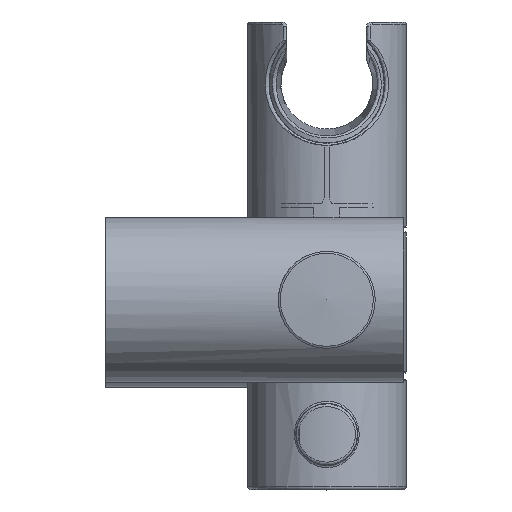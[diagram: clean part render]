
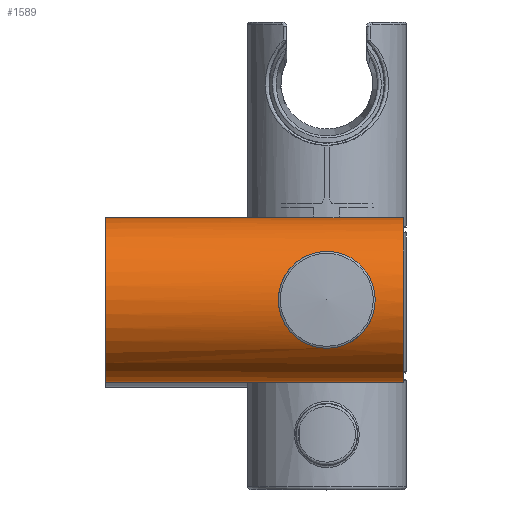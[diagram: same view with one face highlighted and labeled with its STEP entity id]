
A CAD part, top view. The second image highlights one B-rep face of the part: STEP entity #1589.
In plain terms, the highlighted cylindrical face has radius 18.607 mm (diameter 37.213 mm), a full revolution.
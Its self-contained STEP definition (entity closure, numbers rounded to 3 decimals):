
#128=CIRCLE('',#2007,18.607);
#129=CIRCLE('',#2009,18.607);
#196=ORIENTED_EDGE('',*,*,#579,.T.);
#197=ORIENTED_EDGE('',*,*,#582,.T.);
#198=ORIENTED_EDGE('',*,*,#581,.F.);
#199=ORIENTED_EDGE('',*,*,#583,.T.);
#579=EDGE_CURVE('',#873,#873,#1135,.T.);
#581=EDGE_CURVE('',#875,#875,#128,.T.);
#582=EDGE_CURVE('',#876,#876,#1136,.T.);
#583=EDGE_CURVE('',#877,#877,#129,.T.);
#873=VERTEX_POINT('',#2408);
#875=VERTEX_POINT('',#2414);
#876=VERTEX_POINT('',#2436);
#877=VERTEX_POINT('',#2438);
#1135=B_SPLINE_CURVE_WITH_KNOTS('',3,(#2388,#2389,#2390,#2391,#2392,#2393,
#2394,#2395,#2396,#2397,#2398,#2399,#2400,#2401,#2402,#2403,#2404,#2405,
#2406,#2407),.UNSPECIFIED.,.T.,.F.,(1,1,1,1,1,1,1,1,1,1,1,1,1,1,1,1,1,1,
1,1,1,1,1,1),(-0.009,-0.004,-0.002,
0.,0.004,0.009,0.013,
0.017,0.022,0.026,0.031,
0.035,0.039,0.044,0.048,
0.052,0.057,0.061,0.065,
0.068,0.07,0.074,0.079,
0.083),.UNSPECIFIED.);
#1136=B_SPLINE_CURVE_WITH_KNOTS('',3,(#2416,#2417,#2418,#2419,#2420,#2421,
#2422,#2423,#2424,#2425,#2426,#2427,#2428,#2429,#2430,#2431,#2432,#2433,
#2434,#2435),.UNSPECIFIED.,.T.,.F.,(1,1,1,1,1,1,1,1,1,1,1,1,1,1,1,1,1,1,
1,1,1,1,1,1),(-0.009,-0.004,-0.002,
0.,0.004,0.009,0.013,
0.017,0.022,0.026,0.031,
0.035,0.039,0.044,0.048,
0.052,0.057,0.061,0.065,
0.068,0.07,0.074,0.079,
0.083),.UNSPECIFIED.);
#1350=EDGE_LOOP('',(#196));
#1351=EDGE_LOOP('',(#197));
#1352=EDGE_LOOP('',(#198));
#1353=EDGE_LOOP('',(#199));
#1461=FACE_BOUND('',#1350,.T.);
#1462=FACE_BOUND('',#1351,.T.);
#1463=FACE_BOUND('',#1352,.T.);
#1464=FACE_BOUND('',#1353,.T.);
#1569=CYLINDRICAL_SURFACE('',#2008,18.607);
#1589=ADVANCED_FACE('',(#1461,#1462,#1463,#1464),#1569,.T.);
#2007=AXIS2_PLACEMENT_3D('',#2413,#2134,#2135);
#2008=AXIS2_PLACEMENT_3D('',#2415,#2136,#2137);
#2009=AXIS2_PLACEMENT_3D('',#2437,#2138,#2139);
#2134=DIRECTION('',(1.,0.,0.));
#2135=DIRECTION('',(0.,0.423,-0.906));
#2136=DIRECTION('',(-1.,0.,0.));
#2137=DIRECTION('',(0.,0.,1.));
#2138=DIRECTION('',(1.,0.,0.));
#2139=DIRECTION('',(0.,-1.,0.));
#2388=CARTESIAN_POINT('',(-10.749,-2.205,327.468));
#2389=CARTESIAN_POINT('',(-11.051,0.739,327.647));
#2390=CARTESIAN_POINT('',(-10.294,4.375,327.193));
#2391=CARTESIAN_POINT('',(-7.878,7.908,325.9));
#2392=CARTESIAN_POINT('',(-4.395,10.28,324.5));
#2393=CARTESIAN_POINT('',(-0.02,11.205,323.798));
#2394=CARTESIAN_POINT('',(4.355,10.299,324.487));
#2395=CARTESIAN_POINT('',(7.866,7.921,325.894));
#2396=CARTESIAN_POINT('',(10.28,4.406,327.184));
#2397=CARTESIAN_POINT('',(11.204,0.036,327.739));
#2398=CARTESIAN_POINT('',(10.305,-4.356,327.199));
#2399=CARTESIAN_POINT('',(7.89,-7.897,325.906));
#2400=CARTESIAN_POINT('',(4.404,-10.278,324.501));
#2401=CARTESIAN_POINT('',(0.014,-11.206,323.797));
#2402=CARTESIAN_POINT('',(-4.358,-10.297,324.488));
#2403=CARTESIAN_POINT('',(-7.878,-7.915,325.899));
#2404=CARTESIAN_POINT('',(-9.888,-4.964,326.974));
#2405=CARTESIAN_POINT('',(-10.749,-2.205,327.468));
#2406=CARTESIAN_POINT('',(-11.051,0.739,327.647));
#2407=CARTESIAN_POINT('',(-10.294,4.375,327.193));
#2408=CARTESIAN_POINT('',(-10.9,0.,327.557));
#2413=CARTESIAN_POINT('',(17.25,0.,308.95));
#2414=CARTESIAN_POINT('',(17.25,7.864,292.087));
#2415=CARTESIAN_POINT('',(-45.,0.,308.95));
#2416=CARTESIAN_POINT('',(-10.749,2.205,290.432));
#2417=CARTESIAN_POINT('',(-11.051,-0.739,290.253));
#2418=CARTESIAN_POINT('',(-10.294,-4.375,290.707));
#2419=CARTESIAN_POINT('',(-7.878,-7.908,292.));
#2420=CARTESIAN_POINT('',(-4.395,-10.28,293.4));
#2421=CARTESIAN_POINT('',(-0.02,-11.205,294.102));
#2422=CARTESIAN_POINT('',(4.355,-10.299,293.413));
#2423=CARTESIAN_POINT('',(7.866,-7.921,292.006));
#2424=CARTESIAN_POINT('',(10.28,-4.406,290.716));
#2425=CARTESIAN_POINT('',(11.204,-0.036,290.161));
#2426=CARTESIAN_POINT('',(10.305,4.356,290.701));
#2427=CARTESIAN_POINT('',(7.89,7.897,291.994));
#2428=CARTESIAN_POINT('',(4.404,10.278,293.399));
#2429=CARTESIAN_POINT('',(0.014,11.206,294.103));
#2430=CARTESIAN_POINT('',(-4.358,10.297,293.412));
#2431=CARTESIAN_POINT('',(-7.878,7.915,292.001));
#2432=CARTESIAN_POINT('',(-9.888,4.964,290.926));
#2433=CARTESIAN_POINT('',(-10.749,2.205,290.432));
#2434=CARTESIAN_POINT('',(-11.051,-0.739,290.253));
#2435=CARTESIAN_POINT('',(-10.294,-4.375,290.707));
#2436=CARTESIAN_POINT('',(-10.9,0.,290.343));
#2437=CARTESIAN_POINT('',(-50.,0.,308.95));
#2438=CARTESIAN_POINT('',(-50.,-18.607,308.95));
